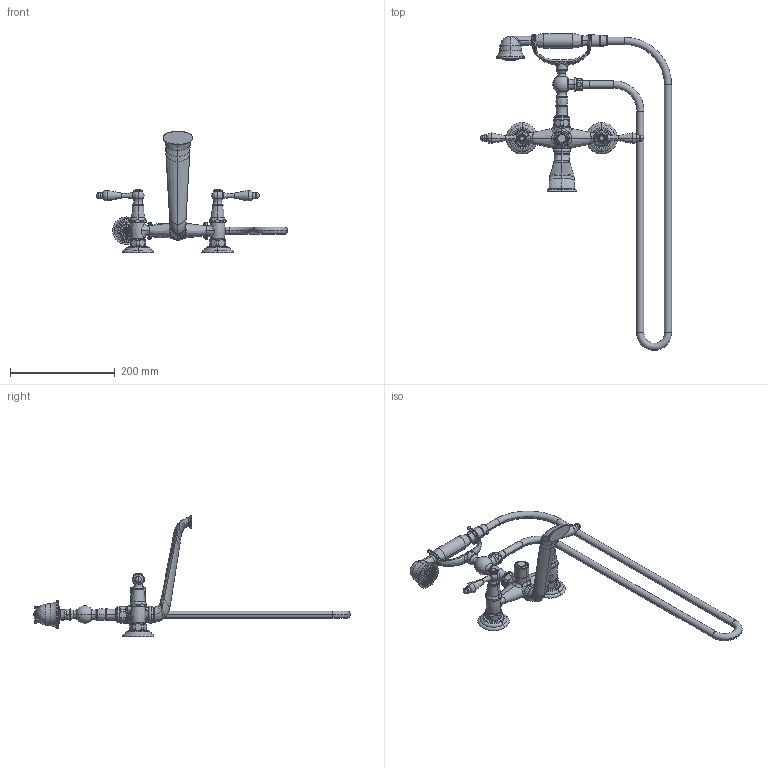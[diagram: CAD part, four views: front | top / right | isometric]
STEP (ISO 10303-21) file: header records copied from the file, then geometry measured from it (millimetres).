
FILE_DESCRIPTION((''),'2;1');
FILE_NAME('850-4283','2021-01-14T13:28:37',('jinson.thomas'),(''),'CREO PARAMETRIC BY PTC INC, 2018400','CREO PARAMETRIC BY PTC INC, 2018400','');
FILE_SCHEMA(('CONFIG_CONTROL_DESIGN'));
Length unit declared in the file: inch
Products named in the file (1): 850-4283
Bounding box: 366.02 x 606.04 x 232.16 mm (x, y, z)
Volume: 812532.5 mm3; surface area: 170759.6 mm2
Topology: 1 solids, 1 shells, 845 faces, 1908 edges, 1154 vertices
Faces by surface type: cylinder 239, plane 179, bspline 157, torus 138, cone 102, sphere 26, extrusion 4
Entity records: 43683 total; most frequent: CARTESIAN_POINT 26062, ORIENTED_EDGE 3800, DIRECTION 3420, EDGE_CURVE 1900, AXIS2_PLACEMENT_3D 1502, VERTEX_POINT 1154, EDGE_LOOP 946, FACE_OUTER_BOUND 845
